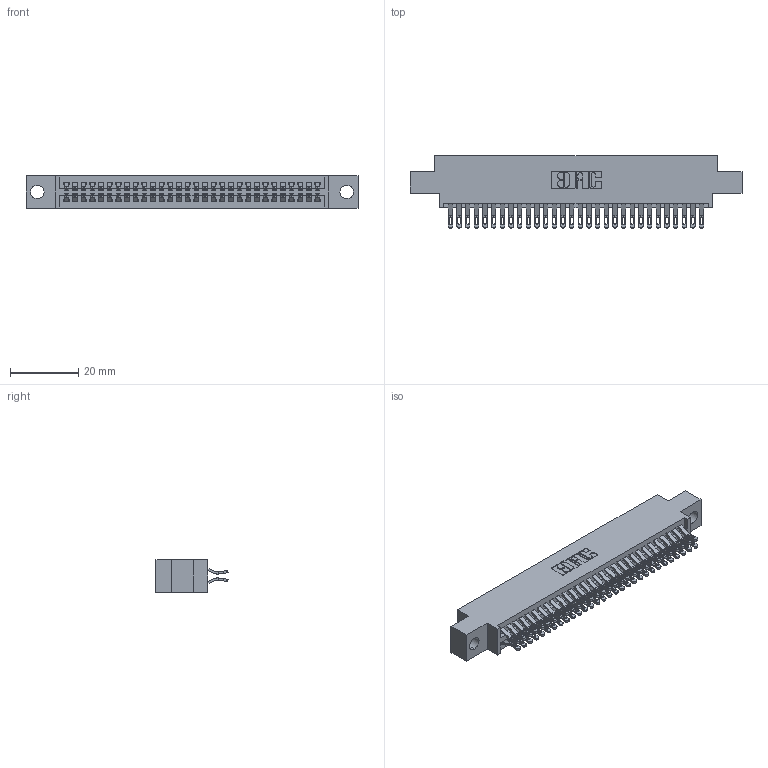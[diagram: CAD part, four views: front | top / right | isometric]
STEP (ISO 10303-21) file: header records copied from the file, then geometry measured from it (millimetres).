
FILE_DESCRIPTION (( 'STEP AP203' ), '1' );
FILE_NAME ('395-060-555-804.STEP', '2021-06-17T02:11:27', ( '' ), ( '' ), 'SwSTEP 2.0', 'SolidWorks 2020', '' );
FILE_SCHEMA (( 'CONFIG_CONTROL_DESIGN' ));
Length unit declared in the file: inch
Products named in the file (3): 345 Part_0.170 Offset - 0.156 Dia-TI; 395-060-555-804; 345-292-001_555 Tail
Assembly tree (61 placements, depth 2):
  395-060-555-804
    345 Part_0.170 Offset - 0.156 Dia-TI
    345-292-001_555 Tail  x60
Bounding box: 97.41 x 21.13 x 9.4 mm (x, y, z)
Volume: 9305.7 mm3; surface area: 14123.4 mm2
Topology: 61 solids, 61 shells, 3504 faces, 11009 edges, 7338 vertices
Faces by surface type: plane 1958, cylinder 1546
Entity records: 26031 total; most frequent: CARTESIAN_POINT 4416, ORIENTED_EDGE 4318, DIRECTION 3875, EDGE_CURVE 2159, VECTOR 1887, LINE 1887, VERTEX_POINT 1438, AXIS2_PLACEMENT_3D 994
